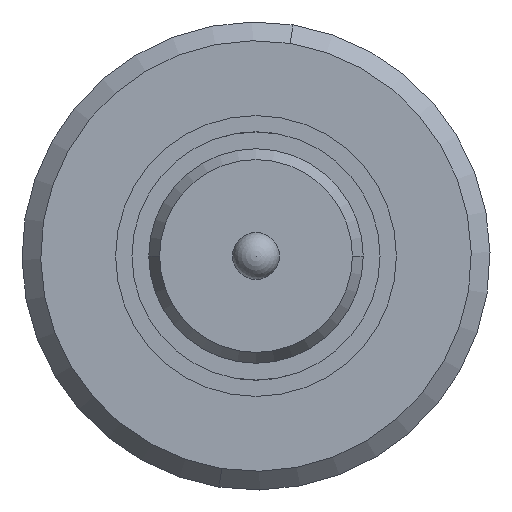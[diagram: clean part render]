
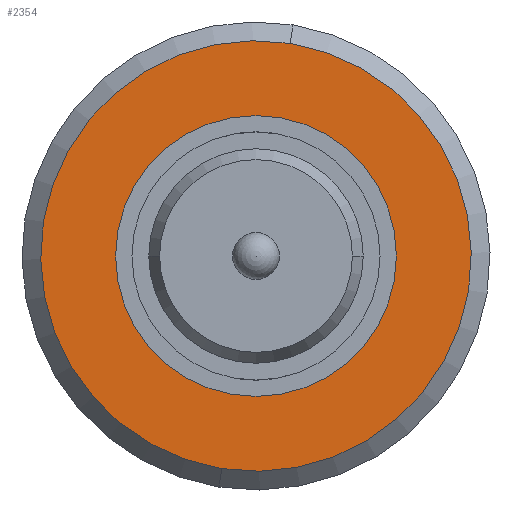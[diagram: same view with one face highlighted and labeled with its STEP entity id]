
A CAD part, front view. The second image highlights one B-rep face of the part: STEP entity #2354.
In plain terms, the highlighted planar face has unit normal (0, -1, 0).
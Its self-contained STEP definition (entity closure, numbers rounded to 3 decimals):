
#83 = EDGE_CURVE ( 'Defeature ausgef�hrt1_20+Defeature ausgef�hrt1_19+Defeature ausgef�hrt1_19+Defeature ausgef�hrt1_19', #2050, #593, #3491, .T. ) ;
#301 = CARTESIAN_POINT ( 'NONE',  ( -0.364, 5.2, -2.271 ) ) ;
#341 = EDGE_LOOP ( 'NONE', ( #4027, #2324 ) ) ;
#593 = VERTEX_POINT ( 'NONE', #2329 ) ;
#614 = EDGE_CURVE ( 'Defeature ausgef�hrt1_20+Defeature ausgef�hrt1_21+Defeature ausgef�hrt1_21+Defeature ausgef�hrt1_21', #2931, #1067, #651, .T. ) ;
#651 = CIRCLE ( 'NONE', #1771, 2.3 ) ;
#738 = PLANE ( 'NONE',  #2182 ) ;
#789 = DIRECTION ( 'NONE',  ( 0., 1., 0. ) ) ;
#870 = DIRECTION ( 'NONE',  ( 0., 0., -1. ) ) ;
#976 = CIRCLE ( 'NONE', #2584, 0.9 ) ;
#1067 = VERTEX_POINT ( 'NONE', #1582 ) ;
#1085 = CARTESIAN_POINT ( 'NONE',  ( 0., 5.2, 0. ) ) ;
#1114 = AXIS2_PLACEMENT_3D ( 'NONE', #3531, #1174, #1488 ) ;
#1119 = DIRECTION ( 'NONE',  ( 0., 0., -1. ) ) ;
#1174 = DIRECTION ( 'NONE',  ( 0., -1., 0. ) ) ;
#1306 = CARTESIAN_POINT ( 'NONE',  ( 0., 5.2, 0. ) ) ;
#1488 = DIRECTION ( 'NONE',  ( 0.158, 0., 0.987 ) ) ;
#1532 = DIRECTION ( 'NONE',  ( 0., 1., 0. ) ) ;
#1582 = CARTESIAN_POINT ( 'NONE',  ( 0.364, 5.2, 2.271 ) ) ;
#1771 = AXIS2_PLACEMENT_3D ( 'NONE', #1306, #4061, #2009 ) ;
#1917 = CARTESIAN_POINT ( 'NONE',  ( 0., 5.2, -0.9 ) ) ;
#2009 = DIRECTION ( 'NONE',  ( 0.158, 0., 0.987 ) ) ;
#2050 = VERTEX_POINT ( 'NONE', #1917 ) ;
#2182 = AXIS2_PLACEMENT_3D ( 'NONE', #1085, #789, #3178 ) ;
#2253 = EDGE_LOOP ( 'NONE', ( #3952, #2494 ) ) ;
#2324 = ORIENTED_EDGE ( 'NONE', *, *, #4004, .T. ) ;
#2329 = CARTESIAN_POINT ( 'NONE',  ( 0., 5.2, 0.9 ) ) ;
#2354 = ADVANCED_FACE ( 'Defeature ausgef�hrt1_20', ( #2524, #3979 ), #738, .F. ) ;
#2494 = ORIENTED_EDGE ( 'NONE', *, *, #4037, .T. ) ;
#2504 = CARTESIAN_POINT ( 'NONE',  ( 0., 5.2, 0. ) ) ;
#2524 = FACE_BOUND ( 'NONE', #341, .T. ) ;
#2584 = AXIS2_PLACEMENT_3D ( 'NONE', #2504, #1532, #1119 ) ;
#2857 = CIRCLE ( 'NONE', #1114, 2.3 ) ;
#2923 = AXIS2_PLACEMENT_3D ( 'NONE', #3056, #4423, #870 ) ;
#2931 = VERTEX_POINT ( 'NONE', #301 ) ;
#3056 = CARTESIAN_POINT ( 'NONE',  ( 0., 5.2, 0. ) ) ;
#3178 = DIRECTION ( 'NONE',  ( -0.158, 0., -0.987 ) ) ;
#3491 = CIRCLE ( 'NONE', #2923, 0.9 ) ;
#3531 = CARTESIAN_POINT ( 'NONE',  ( 0., 5.2, 0. ) ) ;
#3952 = ORIENTED_EDGE ( 'NONE', *, *, #614, .T. ) ;
#3979 = FACE_OUTER_BOUND ( 'NONE', #2253, .T. ) ;
#4004 = EDGE_CURVE ( 'Defeature ausgef�hrt1_20+Defeature ausgef�hrt1_19+Defeature ausgef�hrt1_19+Defeature ausgef�hrt1_19', #593, #2050, #976, .T. ) ;
#4027 = ORIENTED_EDGE ( 'NONE', *, *, #83, .T. ) ;
#4037 = EDGE_CURVE ( 'Defeature ausgef�hrt1_20+Defeature ausgef�hrt1_21+Defeature ausgef�hrt1_21+Defeature ausgef�hrt1_21', #1067, #2931, #2857, .T. ) ;
#4061 = DIRECTION ( 'NONE',  ( 0., -1., 0. ) ) ;
#4423 = DIRECTION ( 'NONE',  ( 0., 1., 0. ) ) ;
